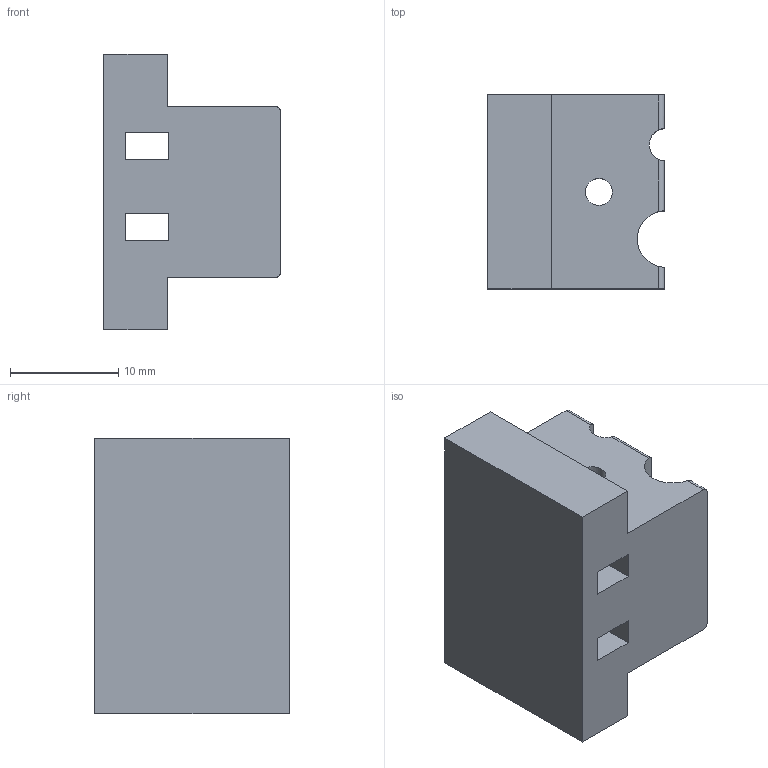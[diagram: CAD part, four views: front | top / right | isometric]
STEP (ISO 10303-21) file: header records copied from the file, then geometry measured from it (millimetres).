
FILE_DESCRIPTION(/* description */ (''),/* implementation_level */ '2;1');
FILE_NAME(/* name */ 'single-rope-mount-bottom.step',/* time_stamp */ '2025-12-05T11:33:15-08:00',/* author */ (''),/* organization */ (''),/* preprocessor_version */ 'ST-DEVELOPER v20.1',/* originating_system */ 'Autodesk Translation Framework v14.21.0.0',/* authorisation */ '');
FILE_SCHEMA (('AUTOMOTIVE_DESIGN { 1 0 10303 214 3 1 1 }'));
Length unit declared in the file: millimetre
Products named in the file (1): single-rope-mount-bottom
Bounding box: 16.3 x 17.9 x 25.4 mm (x, y, z)
Volume: 4895.3 mm3; surface area: 2772.3 mm2
Topology: 1 solids, 1 shells, 34 faces, 96 edges, 64 vertices
Faces by surface type: plane 23, cylinder 10, cone 1
Full cylindrical faces by diameter (mm): 2.5 x1
Entity records: 1240 total; most frequent: CARTESIAN_POINT 316, ORIENTED_EDGE 192, DIRECTION 168, EDGE_CURVE 96, LINE 68, VECTOR 68, VERTEX_POINT 64, AXIS2_PLACEMENT_3D 50
